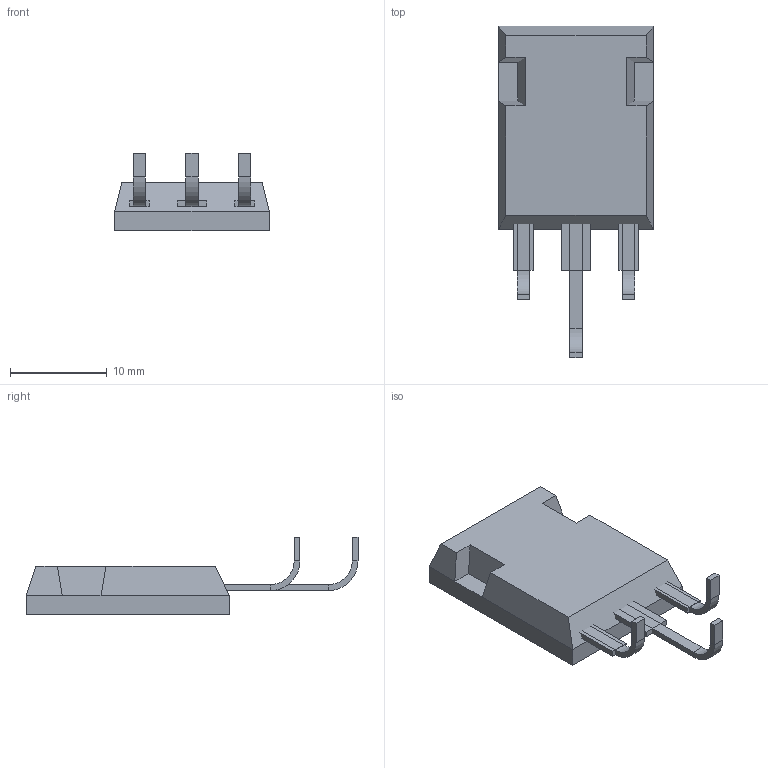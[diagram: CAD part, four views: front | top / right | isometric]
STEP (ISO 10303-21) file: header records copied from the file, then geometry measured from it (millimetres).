
FILE_DESCRIPTION(('FreeCAD Model'),'2;1');
FILE_NAME('TO-247.step', '2017-10-24T20:56:05',('Author'),(''), 'Open CASCADE STEP processor 6.8','FreeCAD','Unknown');
FILE_SCHEMA(('AUTOMOTIVE_DESIGN_CC2 { 1 2 10303 214 -1 1 5 4 }'));
Length unit declared in the file: millimetre
Products named in the file (1): TO-247
Bounding box: 16 x 34.3 x 8 mm (x, y, z)
Volume: 1581.8 mm3; surface area: 1273.6 mm2
Topology: 7 solids, 7 shells, 80 faces, 166 edges, 100 vertices
Faces by surface type: plane 62, bspline 12, cylinder 6
Entity records: 4754 total; most frequent: CARTESIAN_POINT 780, DIRECTION 613, LINE 445, VECTOR 445, ORIENTED_EDGE 332, PCURVE 332, DEFINITIONAL_REPRESENTATION 332, EDGE_CURVE 166
